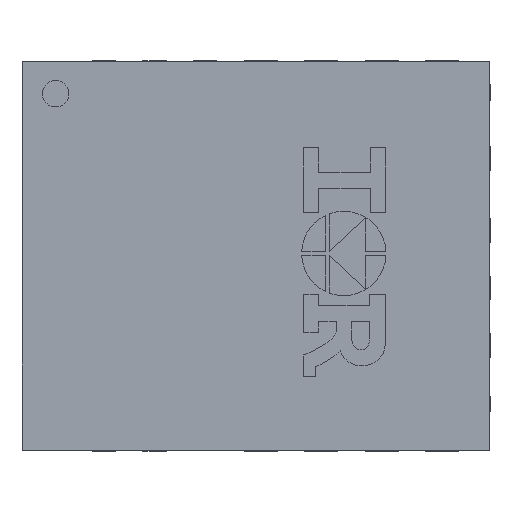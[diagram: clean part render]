
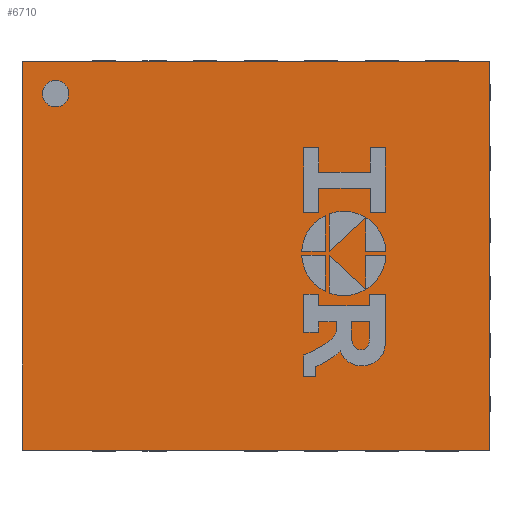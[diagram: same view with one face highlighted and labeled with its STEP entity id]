
A CAD part, top view. The second image highlights one B-rep face of the part: STEP entity #6710.
In plain terms, the highlighted planar face has unit normal (0, 0, 1).
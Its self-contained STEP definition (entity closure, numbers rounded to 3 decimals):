
#19=FACE_BOUND('',#777,.T.);
#93=PLANE('',#7178);
#385=FACE_OUTER_BOUND('',#776,.T.);
#776=EDGE_LOOP('',(#4849,#4850,#4851,#4852));
#777=EDGE_LOOP('',(#4853,#4854));
#1183=LINE('',#9786,#1973);
#1198=LINE('',#9816,#1988);
#1225=LINE('',#9870,#2015);
#1303=LINE('',#10091,#2093);
#1973=VECTOR('',#7777,1000.);
#1988=VECTOR('',#7794,1000.);
#2015=VECTOR('',#7823,1000.);
#2093=VECTOR('',#7999,1000.);
#2738=CIRCLE('',#7125,0.17);
#2778=CIRCLE('',#7179,0.17);
#2949=VERTEX_POINT('',#9726);
#2950=VERTEX_POINT('',#9728);
#2977=VERTEX_POINT('',#9783);
#2978=VERTEX_POINT('',#9785);
#2992=VERTEX_POINT('',#9814);
#3018=VERTEX_POINT('',#9868);
#3615=EDGE_CURVE('',#2949,#2950,#2738,.T.);
#3643=EDGE_CURVE('',#2978,#2977,#1183,.T.);
#3658=EDGE_CURVE('',#2977,#2992,#1198,.T.);
#3685=EDGE_CURVE('',#2992,#3018,#1225,.T.);
#3802=EDGE_CURVE('',#3018,#2978,#1303,.T.);
#3815=EDGE_CURVE('',#2950,#2949,#2778,.T.);
#4849=ORIENTED_EDGE('',*,*,#3643,.T.);
#4850=ORIENTED_EDGE('',*,*,#3658,.T.);
#4851=ORIENTED_EDGE('',*,*,#3685,.T.);
#4852=ORIENTED_EDGE('',*,*,#3802,.T.);
#4853=ORIENTED_EDGE('',*,*,#3815,.F.);
#4854=ORIENTED_EDGE('',*,*,#3615,.F.);
#6710=ADVANCED_FACE('',(#385,#19),#93,.T.);
#7125=AXIS2_PLACEMENT_3D('',#9729,#7746,#7747);
#7178=AXIS2_PLACEMENT_3D('',#10112,#8012,#8013);
#7179=AXIS2_PLACEMENT_3D('',#10113,#8014,#8015);
#7746=DIRECTION('center_axis',(0.,0.,1.));
#7747=DIRECTION('ref_axis',(0.,-1.,0.));
#7777=DIRECTION('',(1.,0.,0.));
#7794=DIRECTION('',(0.,1.,0.));
#7823=DIRECTION('',(-1.,0.,0.));
#7999=DIRECTION('',(0.,-1.,0.));
#8012=DIRECTION('center_axis',(0.,0.,1.));
#8013=DIRECTION('ref_axis',(0.,-1.,0.));
#8014=DIRECTION('center_axis',(0.,0.,1.));
#8015=DIRECTION('ref_axis',(0.,-1.,0.));
#9726=CARTESIAN_POINT('',(-2.57,2.25,1.));
#9728=CARTESIAN_POINT('',(-2.57,1.91,1.));
#9729=CARTESIAN_POINT('Origin',(-2.57,2.08,1.));
#9783=CARTESIAN_POINT('',(2.99,-2.49,1.));
#9785=CARTESIAN_POINT('',(-2.99,-2.49,1.));
#9786=CARTESIAN_POINT('',(2.99,-2.49,1.));
#9814=CARTESIAN_POINT('',(2.99,2.49,1.));
#9816=CARTESIAN_POINT('',(2.99,2.49,1.));
#9868=CARTESIAN_POINT('',(-2.99,2.49,1.));
#9870=CARTESIAN_POINT('',(2.99,2.49,1.));
#10091=CARTESIAN_POINT('',(-2.99,2.49,1.));
#10112=CARTESIAN_POINT('Origin',(0.,0.,1.));
#10113=CARTESIAN_POINT('Origin',(-2.57,2.08,1.));
